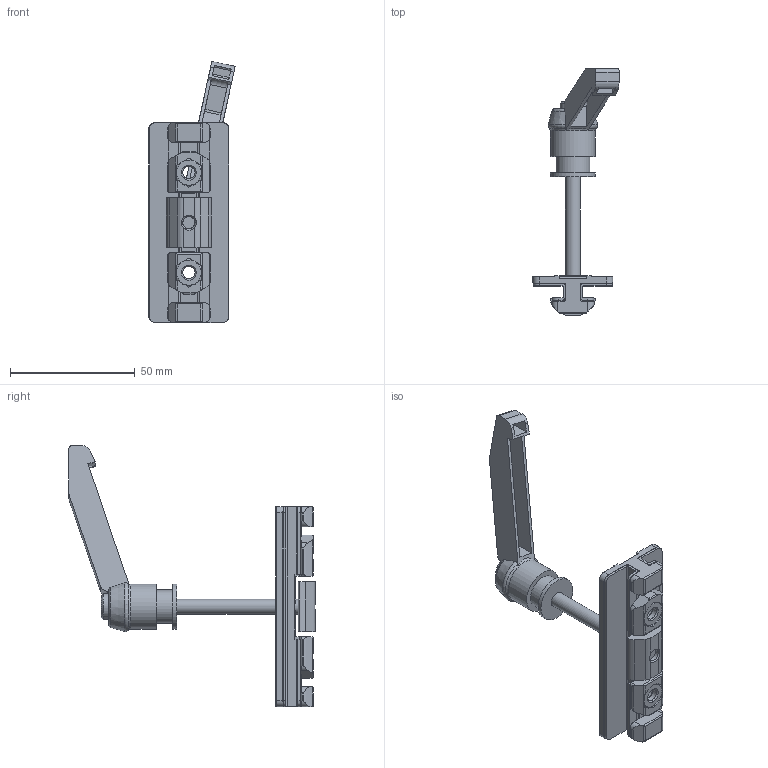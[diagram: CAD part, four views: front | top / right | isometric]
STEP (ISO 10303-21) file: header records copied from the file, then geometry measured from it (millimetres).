
FILE_DESCRIPTION(('STEP AP203'),'1');
FILE_NAME('MOOV08E1169.stp','2023-10-04T07:56:02',(' '),(' '),'Spatial InterOp 3D',' ',' ');
FILE_SCHEMA(('CONFIG_CONTROL_DESIGN'));
Length unit declared in the file: millimetre
Products named in the file (9): Coulisseau 80x40 Al POM avec poignée de serrage
Assembly tree (8 placements, depth 2):
  Coulisseau 80x40 Al POM avec poignée de serrage
    Coulisseau 80x40 Al POM avec poignée de serrage
    Coulisseau 80x40 Al POM avec poignée de serrage
    Coulisseau 80x40 Al POM avec poignée de serrage
    Coulisseau 80x40 Al POM avec poignée de serrage
    Coulisseau 80x40 Al POM avec poignée de serrage
    Coulisseau 80x40 Al POM avec poignée de serrage
    Coulisseau 80x40 Al POM avec poignée de serrage
    Coulisseau 80x40 Al POM avec poignée de serrage
Bounding box: 34.49 x 98.5 x 104.52 mm (x, y, z)
Volume: 27275.6 mm3; surface area: 25124.6 mm2
Topology: 8 solids, 8 shells, 464 faces, 1288 edges, 845 vertices
Faces by surface type: plane 248, cylinder 179, cone 33, torus 4
Full cylindrical faces by diameter (mm): 4.917 x3, 6 x1, 6.3 x3, 6.4 x1, 10.26 x1, 13.5 x1, 18 x2
Entity records: 15996 total; most frequent: CARTESIAN_POINT 3576, ORIENTED_EDGE 2524, DIRECTION 2408, EDGE_CURVE 1262, VERTEX_POINT 840, AXIS2_PLACEMENT_3D 814, LINE 780, VECTOR 780
